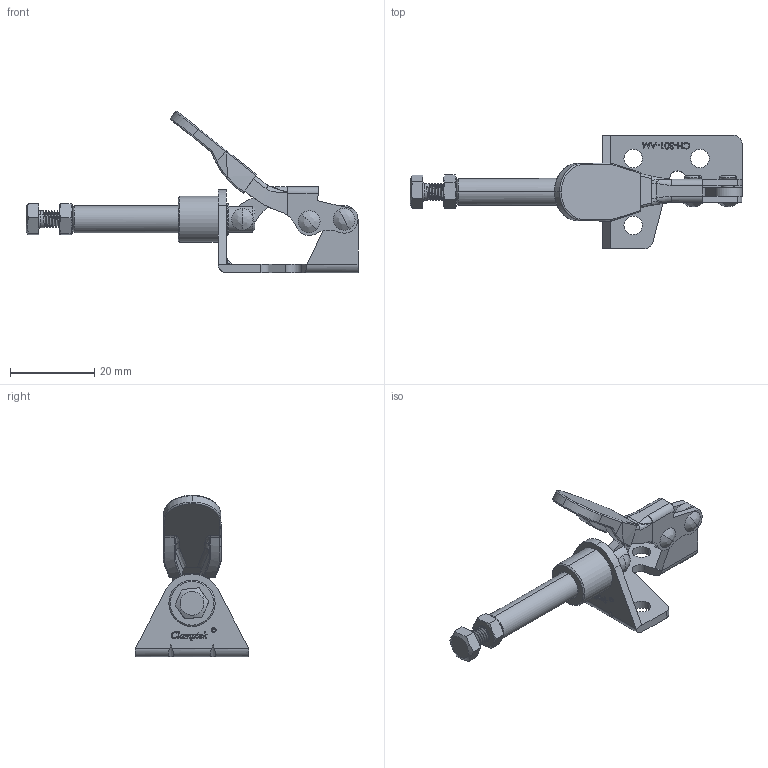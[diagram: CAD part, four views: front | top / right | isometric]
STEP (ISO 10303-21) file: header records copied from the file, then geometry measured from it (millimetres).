
FILE_DESCRIPTION (( 'STEP AP203' ), '1' );
FILE_NAME ('CH-301-AM.STEP', '2017-11-28T09:05:53', ( 'Windows' ), ( 'Microsoft' ), 'SwSTEP 2.0', 'SolidWorks 2015', '' );
FILE_SCHEMA (( 'CONFIG_CONTROL_DESIGN' ));
Length unit declared in the file: millimetre
Products named in the file (12): CH-SA-042007 SPINDLE SUPPLIED; CH-301-AM-05 LEAD SET; CH-301-AM; CH-301-AM-04 CONNECTING-PLATE; CH-301-03-01; CH-301-03-02; CH-301-AM-03 HANDLE; CH-301-07; M4 Nut; CH-301-AM-01 BASE; CH-301-06; CH-301-AM-02 CREST STALK
Assembly tree (12 placements, depth 3):
  CH-301-AM
    CH-301-AM-01 BASE
    CH-301-AM-02 CREST STALK
    CH-301-AM-05 LEAD SET
    CH-301-AM-04 CONNECTING-PLATE
    CH-301-AM-03 HANDLE
      CH-301-03-01
      CH-301-03-02
    CH-301-07
    M4 Nut
    CH-301-06  x2
    CH-SA-042007 SPINDLE SUPPLIED
Bounding box: 79.02 x 27 x 38.41 mm (x, y, z)
Volume: 5662.3 mm3; surface area: 9074.1 mm2
Topology: 11 solids, 11 shells, 766 faces, 2061 edges, 1335 vertices
Faces by surface type: plane 260, cylinder 234, bspline 210, cone 32, torus 30
Entity records: 36712 total; most frequent: CARTESIAN_POINT 18785, ORIENTED_EDGE 4034, DIRECTION 2626, EDGE_CURVE 2017, VERTEX_POINT 1319, LINE 982, VECTOR 982, AXIS2_PLACEMENT_3D 822
